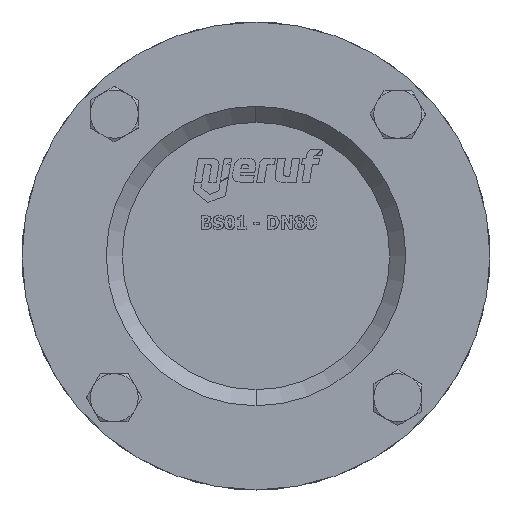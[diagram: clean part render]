
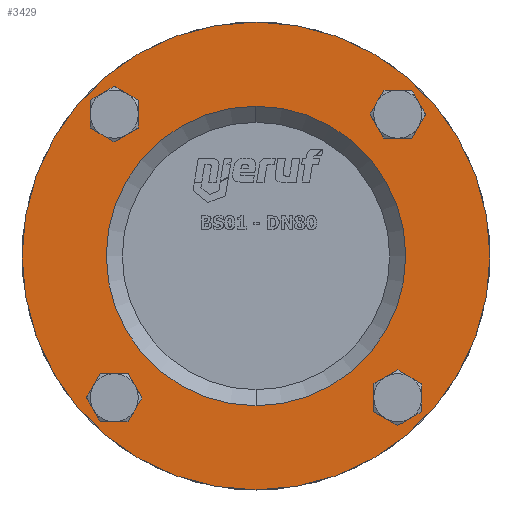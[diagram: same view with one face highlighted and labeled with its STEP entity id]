
A CAD part, top view. The second image highlights one B-rep face of the part: STEP entity #3429.
In plain terms, the highlighted planar face has unit normal (0, 0, 1).
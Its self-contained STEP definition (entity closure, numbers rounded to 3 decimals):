
#41 = DIRECTION ( 'NONE',  ( 1., 0., 0. ) ) ;
#74 = CARTESIAN_POINT ( 'NONE',  ( 59.533, -53.033, 14. ) ) ;
#229 = CARTESIAN_POINT ( 'NONE',  ( -53.033, -53.033, 14. ) ) ;
#339 = DIRECTION ( 'NONE',  ( 1., 0., 0. ) ) ;
#350 = AXIS2_PLACEMENT_3D ( 'NONE', #6281, #7781, #13402 ) ;
#407 = FACE_BOUND ( 'NONE', #7724, .T. ) ;
#470 = CARTESIAN_POINT ( 'NONE',  ( -46.533, -53.033, 14. ) ) ;
#573 = CIRCLE ( 'NONE', #10592, 6.5 ) ;
#978 = CIRCLE ( 'NONE', #9098, 6.5 ) ;
#1056 = CIRCLE ( 'NONE', #4577, 6.5 ) ;
#1223 = ORIENTED_EDGE ( 'NONE', *, *, #13574, .F. ) ;
#1301 = VERTEX_POINT ( 'NONE', #4206 ) ;
#1456 = CIRCLE ( 'NONE', #12642, 87.5 ) ;
#1525 = EDGE_LOOP ( 'NONE', ( #6824, #1223 ) ) ;
#1550 = CIRCLE ( 'NONE', #6690, 87.5 ) ;
#1621 = CARTESIAN_POINT ( 'NONE',  ( 0., 0., 14. ) ) ;
#1642 = VERTEX_POINT ( 'NONE', #8456 ) ;
#1650 = EDGE_CURVE ( 'NONE', #1301, #3547, #1550, .T. ) ;
#1783 = DIRECTION ( 'NONE',  ( -1., 0., 0. ) ) ;
#1950 = CARTESIAN_POINT ( 'NONE',  ( 0., 0., 14. ) ) ;
#2127 = VERTEX_POINT ( 'NONE', #7153 ) ;
#2171 = AXIS2_PLACEMENT_3D ( 'NONE', #7090, #9484, #7231 ) ;
#2274 = EDGE_CURVE ( 'NONE', #13186, #2127, #9042, .T. ) ;
#2374 = CARTESIAN_POINT ( 'NONE',  ( -53.033, 53.033, 14. ) ) ;
#2628 = EDGE_CURVE ( 'NONE', #10841, #6763, #5473, .T. ) ;
#3118 = DIRECTION ( 'NONE',  ( -1., 0., 0. ) ) ;
#3254 = CARTESIAN_POINT ( 'NONE',  ( 87.5, 0., 14. ) ) ;
#3393 = CIRCLE ( 'NONE', #350, 6.5 ) ;
#3429 = ADVANCED_FACE ( 'NONE', ( #4815, #10320, #11419, #9073, #407, #4730 ), #7043, .T. ) ;
#3547 = VERTEX_POINT ( 'NONE', #3254 ) ;
#3632 = CARTESIAN_POINT ( 'NONE',  ( 53.033, -53.033, 14. ) ) ;
#3690 = DIRECTION ( 'NONE',  ( 1., 0., 0. ) ) ;
#3768 = DIRECTION ( 'NONE',  ( 1., 0., 0. ) ) ;
#3784 = AXIS2_PLACEMENT_3D ( 'NONE', #13529, #7129, #3768 ) ;
#3998 = EDGE_CURVE ( 'NONE', #10730, #12482, #978, .T. ) ;
#4109 = AXIS2_PLACEMENT_3D ( 'NONE', #8723, #13172, #6544 ) ;
#4146 = ORIENTED_EDGE ( 'NONE', *, *, #4612, .F. ) ;
#4206 = CARTESIAN_POINT ( 'NONE',  ( -87.5, 0., 14. ) ) ;
#4303 = DIRECTION ( 'NONE',  ( 0., 0., 1. ) ) ;
#4577 = AXIS2_PLACEMENT_3D ( 'NONE', #2374, #8063, #3690 ) ;
#4612 = EDGE_CURVE ( 'NONE', #1642, #13042, #3393, .T. ) ;
#4624 = ORIENTED_EDGE ( 'NONE', *, *, #12318, .F. ) ;
#4720 = EDGE_CURVE ( 'NONE', #6763, #10841, #573, .T. ) ;
#4730 = FACE_OUTER_BOUND ( 'NONE', #7187, .T. ) ;
#4777 = CIRCLE ( 'NONE', #12908, 6.5 ) ;
#4815 = FACE_BOUND ( 'NONE', #12768, .T. ) ;
#5124 = AXIS2_PLACEMENT_3D ( 'NONE', #10950, #9845, #12317 ) ;
#5260 = CARTESIAN_POINT ( 'NONE',  ( -46.533, 53.033, 14. ) ) ;
#5473 = CIRCLE ( 'NONE', #11265, 6.5 ) ;
#5555 = ORIENTED_EDGE ( 'NONE', *, *, #3998, .F. ) ;
#5879 = DIRECTION ( 'NONE',  ( 1., 0., 0. ) ) ;
#6281 = CARTESIAN_POINT ( 'NONE',  ( -53.033, 53.033, 14. ) ) ;
#6544 = DIRECTION ( 'NONE',  ( 1., 0., 0. ) ) ;
#6690 = AXIS2_PLACEMENT_3D ( 'NONE', #7515, #14001, #11889 ) ;
#6763 = VERTEX_POINT ( 'NONE', #74 ) ;
#6824 = ORIENTED_EDGE ( 'NONE', *, *, #14223, .F. ) ;
#6907 = ORIENTED_EDGE ( 'NONE', *, *, #4720, .F. ) ;
#7043 = PLANE ( 'NONE',  #3784 ) ;
#7090 = CARTESIAN_POINT ( 'NONE',  ( 53.033, 53.033, 14. ) ) ;
#7129 = DIRECTION ( 'NONE',  ( 0., 0., 1. ) ) ;
#7153 = CARTESIAN_POINT ( 'NONE',  ( 56., 0., 14. ) ) ;
#7171 = DIRECTION ( 'NONE',  ( 0., 0., -1. ) ) ;
#7187 = EDGE_LOOP ( 'NONE', ( #10225, #11139 ) ) ;
#7231 = DIRECTION ( 'NONE',  ( 1., 0., 0. ) ) ;
#7303 = EDGE_CURVE ( 'NONE', #3547, #1301, #1456, .T. ) ;
#7515 = CARTESIAN_POINT ( 'NONE',  ( 0., 0., 14. ) ) ;
#7552 = EDGE_CURVE ( 'NONE', #2127, #13186, #8716, .T. ) ;
#7724 = EDGE_LOOP ( 'NONE', ( #11697, #10400 ) ) ;
#7781 = DIRECTION ( 'NONE',  ( 0., 0., 1. ) ) ;
#8063 = DIRECTION ( 'NONE',  ( 0., 0., 1. ) ) ;
#8066 = DIRECTION ( 'NONE',  ( 0., 0., 1. ) ) ;
#8456 = CARTESIAN_POINT ( 'NONE',  ( -59.533, 53.033, 14. ) ) ;
#8716 = CIRCLE ( 'NONE', #13131, 56. ) ;
#8723 = CARTESIAN_POINT ( 'NONE',  ( 53.033, 53.033, 14. ) ) ;
#9042 = CIRCLE ( 'NONE', #5124, 56. ) ;
#9073 = FACE_BOUND ( 'NONE', #12738, .T. ) ;
#9098 = AXIS2_PLACEMENT_3D ( 'NONE', #229, #13645, #13563 ) ;
#9484 = DIRECTION ( 'NONE',  ( 0., 0., 1. ) ) ;
#9845 = DIRECTION ( 'NONE',  ( 0., 0., -1. ) ) ;
#10208 = CARTESIAN_POINT ( 'NONE',  ( 46.533, 53.033, 14. ) ) ;
#10225 = ORIENTED_EDGE ( 'NONE', *, *, #1650, .F. ) ;
#10247 = CARTESIAN_POINT ( 'NONE',  ( 53.033, -53.033, 14. ) ) ;
#10253 = VERTEX_POINT ( 'NONE', #10208 ) ;
#10299 = CIRCLE ( 'NONE', #2171, 6.5 ) ;
#10320 = FACE_BOUND ( 'NONE', #11821, .T. ) ;
#10361 = VERTEX_POINT ( 'NONE', #12481 ) ;
#10400 = ORIENTED_EDGE ( 'NONE', *, *, #2274, .T. ) ;
#10592 = AXIS2_PLACEMENT_3D ( 'NONE', #10247, #11418, #339 ) ;
#10610 = CIRCLE ( 'NONE', #4109, 6.5 ) ;
#10730 = VERTEX_POINT ( 'NONE', #12901 ) ;
#10795 = CARTESIAN_POINT ( 'NONE',  ( 46.533, -53.033, 14. ) ) ;
#10841 = VERTEX_POINT ( 'NONE', #10795 ) ;
#10950 = CARTESIAN_POINT ( 'NONE',  ( 0., 0., 14. ) ) ;
#11137 = CARTESIAN_POINT ( 'NONE',  ( -56., 0., 14. ) ) ;
#11139 = ORIENTED_EDGE ( 'NONE', *, *, #7303, .F. ) ;
#11265 = AXIS2_PLACEMENT_3D ( 'NONE', #3632, #8066, #5879 ) ;
#11418 = DIRECTION ( 'NONE',  ( 0., 0., 1. ) ) ;
#11419 = FACE_BOUND ( 'NONE', #1525, .T. ) ;
#11697 = ORIENTED_EDGE ( 'NONE', *, *, #7552, .T. ) ;
#11821 = EDGE_LOOP ( 'NONE', ( #6907, #14134 ) ) ;
#11889 = DIRECTION ( 'NONE',  ( -1., 0., 0. ) ) ;
#12317 = DIRECTION ( 'NONE',  ( -1., 0., 0. ) ) ;
#12318 = EDGE_CURVE ( 'NONE', #12482, #10730, #4777, .T. ) ;
#12481 = CARTESIAN_POINT ( 'NONE',  ( 59.533, 53.033, 14. ) ) ;
#12482 = VERTEX_POINT ( 'NONE', #470 ) ;
#12642 = AXIS2_PLACEMENT_3D ( 'NONE', #1621, #7171, #1783 ) ;
#12738 = EDGE_LOOP ( 'NONE', ( #14260, #4146 ) ) ;
#12768 = EDGE_LOOP ( 'NONE', ( #4624, #5555 ) ) ;
#12901 = CARTESIAN_POINT ( 'NONE',  ( -59.533, -53.033, 14. ) ) ;
#12908 = AXIS2_PLACEMENT_3D ( 'NONE', #14280, #4303, #41 ) ;
#13042 = VERTEX_POINT ( 'NONE', #5260 ) ;
#13131 = AXIS2_PLACEMENT_3D ( 'NONE', #1950, #14048, #3118 ) ;
#13172 = DIRECTION ( 'NONE',  ( 0., 0., 1. ) ) ;
#13186 = VERTEX_POINT ( 'NONE', #11137 ) ;
#13302 = EDGE_CURVE ( 'NONE', #13042, #1642, #1056, .T. ) ;
#13402 = DIRECTION ( 'NONE',  ( 1., 0., 0. ) ) ;
#13529 = CARTESIAN_POINT ( 'NONE',  ( 0., 56., 14. ) ) ;
#13563 = DIRECTION ( 'NONE',  ( 1., 0., 0. ) ) ;
#13574 = EDGE_CURVE ( 'NONE', #10253, #10361, #10610, .T. ) ;
#13645 = DIRECTION ( 'NONE',  ( 0., 0., 1. ) ) ;
#14001 = DIRECTION ( 'NONE',  ( 0., 0., -1. ) ) ;
#14048 = DIRECTION ( 'NONE',  ( 0., 0., -1. ) ) ;
#14134 = ORIENTED_EDGE ( 'NONE', *, *, #2628, .F. ) ;
#14223 = EDGE_CURVE ( 'NONE', #10361, #10253, #10299, .T. ) ;
#14260 = ORIENTED_EDGE ( 'NONE', *, *, #13302, .F. ) ;
#14280 = CARTESIAN_POINT ( 'NONE',  ( -53.033, -53.033, 14. ) ) ;
